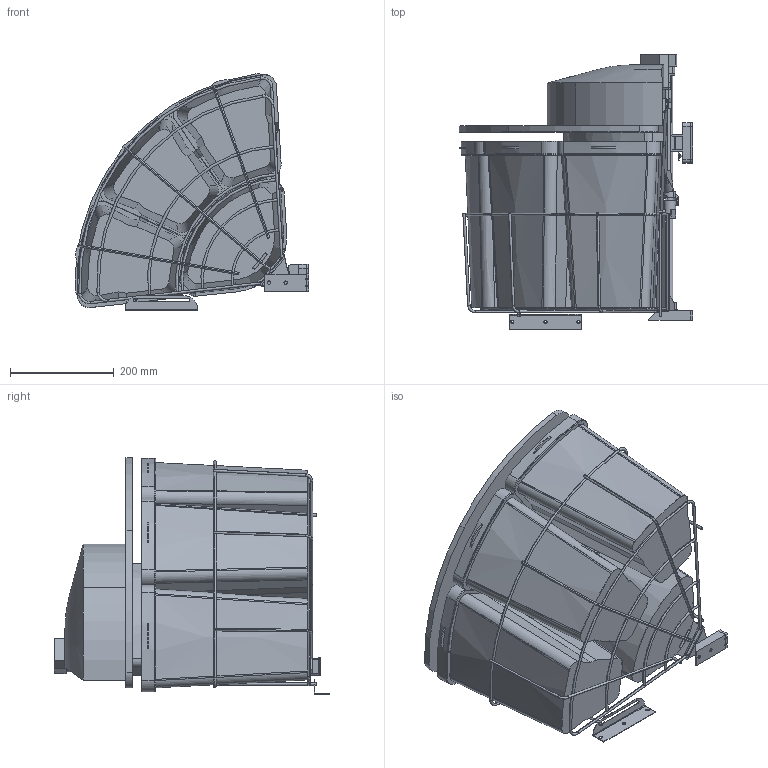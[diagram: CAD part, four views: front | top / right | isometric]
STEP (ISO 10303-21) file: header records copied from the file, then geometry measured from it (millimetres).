
FILE_DESCRIPTION(('STEP AP214'),'1');
FILE_NAME('8013170_V Cabbi 4.STP','2024-08-15T09:20:47',(' '),(' '),'Spatial InterOp 3D',' ',' ');
FILE_SCHEMA(('AUTOMOTIVE_DESIGN { 1 0 10303 214 1 1 1 1 }'));
Length unit declared in the file: millimetre
Products named in the file (1): 3D-Objekt
Bounding box: 450.86 x 530.4 x 455.44 mm (x, y, z)
Volume: 5570389.6 mm3; surface area: 2563327.5 mm2
Topology: 33 solids, 33 shells, 995 faces, 2658 edges, 1744 vertices
Faces by surface type: plane 552, cylinder 324, torus 73, cone 36, bspline 10
Entity records: 35334 total; most frequent: CARTESIAN_POINT 8577, ORIENTED_EDGE 5308, DIRECTION 5205, EDGE_CURVE 2654, AXIS2_PLACEMENT_3D 1783, VERTEX_POINT 1743, LINE 1639, VECTOR 1639
